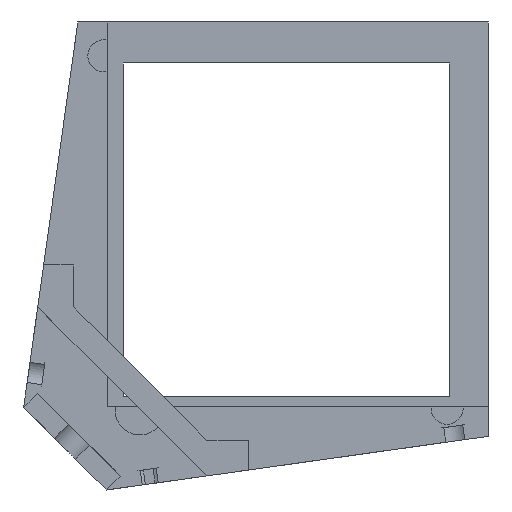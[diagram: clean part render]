
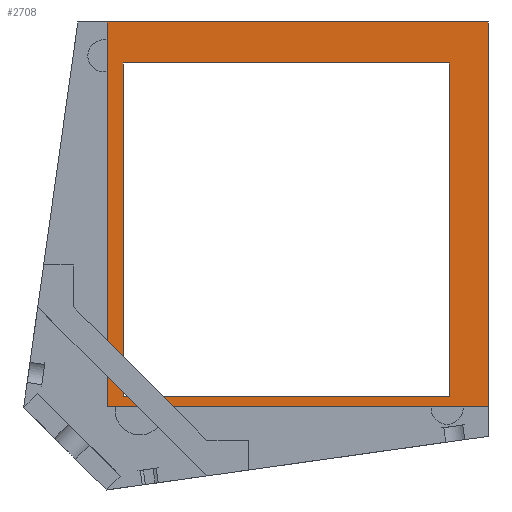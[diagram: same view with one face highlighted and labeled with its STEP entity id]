
A CAD part, front view. The second image highlights one B-rep face of the part: STEP entity #2708.
In plain terms, the highlighted planar face has unit normal (0, -1, 0).
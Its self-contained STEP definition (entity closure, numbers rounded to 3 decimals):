
#483=ORIENTED_EDGE('',*,*,#1146,.F.);
#484=ORIENTED_EDGE('',*,*,#1147,.T.);
#485=ORIENTED_EDGE('',*,*,#1148,.F.);
#486=ORIENTED_EDGE('',*,*,#1115,.F.);
#487=ORIENTED_EDGE('',*,*,#1037,.F.);
#488=ORIENTED_EDGE('',*,*,#1029,.F.);
#489=ORIENTED_EDGE('',*,*,#1026,.T.);
#490=ORIENTED_EDGE('',*,*,#1015,.F.);
#491=ORIENTED_EDGE('',*,*,#1086,.T.);
#492=ORIENTED_EDGE('',*,*,#1149,.F.);
#493=ORIENTED_EDGE('',*,*,#1129,.T.);
#494=ORIENTED_EDGE('',*,*,#1150,.T.);
#495=ORIENTED_EDGE('',*,*,#1012,.T.);
#496=ORIENTED_EDGE('',*,*,#1010,.F.);
#497=ORIENTED_EDGE('',*,*,#1009,.T.);
#498=ORIENTED_EDGE('',*,*,#1007,.F.);
#1007=EDGE_CURVE('',#1392,#1391,#1643,.T.);
#1009=EDGE_CURVE('',#1393,#1391,#1645,.T.);
#1010=EDGE_CURVE('',#1393,#1394,#1646,.T.);
#1012=EDGE_CURVE('',#1392,#1394,#1648,.T.);
#1015=EDGE_CURVE('',#1397,#1398,#1651,.T.);
#1026=EDGE_CURVE('',#1404,#1398,#1662,.T.);
#1029=EDGE_CURVE('',#1404,#1408,#1665,.T.);
#1037=EDGE_CURVE('',#1408,#1416,#1673,.T.);
#1086=EDGE_CURVE('',#1397,#1438,#1722,.T.);
#1115=EDGE_CURVE('',#1416,#1449,#1749,.T.);
#1129=EDGE_CURVE('',#1460,#1459,#1762,.T.);
#1146=EDGE_CURVE('',#1473,#1474,#1775,.T.);
#1147=EDGE_CURVE('',#1473,#1475,#1776,.T.);
#1148=EDGE_CURVE('',#1449,#1475,#1777,.T.);
#1149=EDGE_CURVE('',#1460,#1438,#1778,.T.);
#1150=EDGE_CURVE('',#1459,#1474,#1779,.T.);
#1391=VERTEX_POINT('',#3893);
#1392=VERTEX_POINT('',#3895);
#1393=VERTEX_POINT('',#3899);
#1394=VERTEX_POINT('',#3903);
#1397=VERTEX_POINT('',#3912);
#1398=VERTEX_POINT('',#3914);
#1404=VERTEX_POINT('',#3927);
#1408=VERTEX_POINT('',#3938);
#1416=VERTEX_POINT('',#3957);
#1438=VERTEX_POINT('',#4047);
#1449=VERTEX_POINT('',#4105);
#1459=VERTEX_POINT('',#4133);
#1460=VERTEX_POINT('',#4135);
#1473=VERTEX_POINT('',#4173);
#1474=VERTEX_POINT('',#4174);
#1475=VERTEX_POINT('',#4176);
#1643=LINE('',#3896,#2005);
#1645=LINE('',#3900,#2007);
#1646=LINE('',#3902,#2008);
#1648=LINE('',#3906,#2010);
#1651=LINE('',#3913,#2013);
#1662=LINE('',#3934,#2024);
#1665=LINE('',#3940,#2027);
#1673=LINE('',#3956,#2035);
#1722=LINE('',#4048,#2084);
#1749=LINE('',#4104,#2111);
#1762=LINE('',#4134,#2124);
#1775=LINE('',#4172,#2137);
#1776=LINE('',#4175,#2138);
#1777=LINE('',#4177,#2139);
#1778=LINE('',#4178,#2140);
#1779=LINE('',#4179,#2141);
#2005=VECTOR('',#3135,1000.);
#2007=VECTOR('',#3139,1000.);
#2008=VECTOR('',#3142,1000.);
#2010=VECTOR('',#3146,1000.);
#2013=VECTOR('',#3151,1000.);
#2024=VECTOR('',#3164,1000.);
#2027=VECTOR('',#3169,1000.);
#2035=VECTOR('',#3179,1000.);
#2084=VECTOR('',#3268,1000.);
#2111=VECTOR('',#3333,1000.);
#2124=VECTOR('',#3358,1000.);
#2137=VECTOR('',#3395,1000.);
#2138=VECTOR('',#3396,1000.);
#2139=VECTOR('',#3397,1000.);
#2140=VECTOR('',#3398,1000.);
#2141=VECTOR('',#3399,1000.);
#2340=EDGE_LOOP('',(#483,#484,#485,#486,#487,#488,#489,#490,#491,#492,#493,
#494));
#2341=EDGE_LOOP('',(#495,#496,#497,#498));
#2471=FACE_BOUND('',#2340,.T.);
#2472=FACE_BOUND('',#2341,.T.);
#2588=PLANE('',#2880);
#2708=ADVANCED_FACE('',(#2471,#2472),#2588,.F.);
#2880=AXIS2_PLACEMENT_3D('',#4171,#3393,#3394);
#3135=DIRECTION('',(-1.,0.,0.));
#3139=DIRECTION('',(0.,0.,1.));
#3142=DIRECTION('',(1.,0.,0.));
#3146=DIRECTION('',(0.,0.,-1.));
#3151=DIRECTION('',(0.,0.,1.));
#3164=DIRECTION('',(1.,0.,0.));
#3169=DIRECTION('',(0.,0.,1.));
#3179=DIRECTION('',(0.139,0.,0.99));
#3268=DIRECTION('',(0.99,0.,0.139));
#3333=DIRECTION('',(1.,0.,0.));
#3358=DIRECTION('',(0.,0.,1.));
#3393=DIRECTION('',(0.,1.,0.));
#3394=DIRECTION('',(0.,0.,1.));
#3395=DIRECTION('',(0.,0.,-1.));
#3396=DIRECTION('',(-1.,0.,0.));
#3397=DIRECTION('',(0.,0.,1.));
#3398=DIRECTION('',(-0.99,0.,-0.139));
#3399=DIRECTION('',(1.,0.,0.));
#3893=CARTESIAN_POINT('',(-56.604,74.5,41.255));
#3895=CARTESIAN_POINT('',(9.586,74.5,41.255));
#3896=CARTESIAN_POINT('',(9.586,74.5,41.255));
#3899=CARTESIAN_POINT('',(-56.604,74.5,-26.495));
#3900=CARTESIAN_POINT('',(-56.604,74.5,40.075));
#3902=CARTESIAN_POINT('',(-56.604,74.5,-26.495));
#3903=CARTESIAN_POINT('',(9.586,74.5,-26.495));
#3906=CARTESIAN_POINT('',(9.586,74.5,40.255));
#3912=CARTESIAN_POINT('',(-59.854,74.5,-40.323));
#3913=CARTESIAN_POINT('',(-59.854,74.5,-88.935));
#3914=CARTESIAN_POINT('',(-59.854,74.5,-28.495));
#3927=CARTESIAN_POINT('',(-71.65,74.5,-28.495));
#3934=CARTESIAN_POINT('',(-81.096,74.5,-28.495));
#3938=CARTESIAN_POINT('',(-71.65,74.5,-27.992));
#3940=CARTESIAN_POINT('',(-71.65,74.5,-27.992));
#3956=CARTESIAN_POINT('',(-71.313,74.5,-25.597));
#3957=CARTESIAN_POINT('',(-62.084,74.5,40.075));
#4047=CARTESIAN_POINT('',(-58.71,74.5,-40.162));
#4048=CARTESIAN_POINT('',(-59.854,74.5,-40.323));
#4104=CARTESIAN_POINT('',(-81.096,74.5,40.075));
#4105=CARTESIAN_POINT('',(-59.854,74.5,40.075));
#4133=CARTESIAN_POINT('',(8.386,74.5,-28.495));
#4134=CARTESIAN_POINT('',(8.386,74.5,-88.935));
#4135=CARTESIAN_POINT('',(8.386,74.5,-30.732));
#4171=CARTESIAN_POINT('',(-81.096,74.5,-24.901));
#4172=CARTESIAN_POINT('',(17.506,74.5,-24.901));
#4173=CARTESIAN_POINT('',(17.506,74.5,49.574));
#4174=CARTESIAN_POINT('',(17.506,74.5,-28.495));
#4175=CARTESIAN_POINT('',(-81.096,74.5,49.574));
#4176=CARTESIAN_POINT('',(-59.854,74.5,49.574));
#4177=CARTESIAN_POINT('',(-59.854,74.5,-88.935));
#4178=CARTESIAN_POINT('',(0.678,74.5,-31.816));
#4179=CARTESIAN_POINT('',(-81.096,74.5,-28.495));
